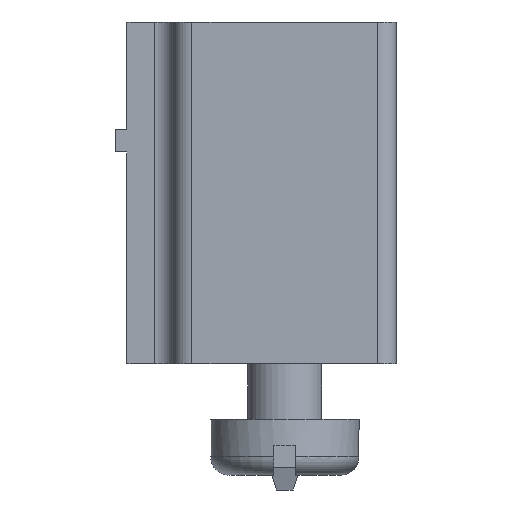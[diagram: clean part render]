
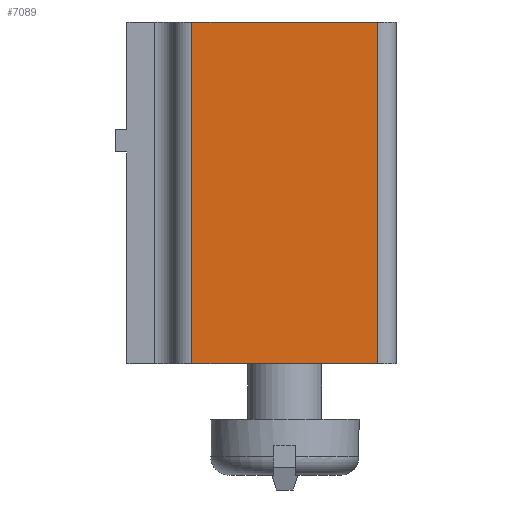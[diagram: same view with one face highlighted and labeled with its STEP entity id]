
A CAD part, left-side view. The second image highlights one B-rep face of the part: STEP entity #7089.
In plain terms, the highlighted planar face has unit normal (-1, 0, 0).
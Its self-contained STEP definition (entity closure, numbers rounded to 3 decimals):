
#44 = PLANE('',#45);
#45 = AXIS2_PLACEMENT_3D('',#46,#47,#48);
#46 = CARTESIAN_POINT('',(-6.9,-3.,0.));
#47 = DIRECTION('',(0.,0.,-1.));
#48 = DIRECTION('',(-1.,0.,0.));
#72 = CYLINDRICAL_SURFACE('',#73,0.5);
#73 = AXIS2_PLACEMENT_3D('',#74,#75,#76);
#74 = CARTESIAN_POINT('',(-6.4,-2.5,0.));
#75 = DIRECTION('',(0.,0.,1.));
#76 = DIRECTION('',(0.,-1.,0.));
#100 = PLANE('',#101);
#101 = AXIS2_PLACEMENT_3D('',#102,#103,#104);
#102 = CARTESIAN_POINT('',(-6.9,-3.,9.2));
#103 = DIRECTION('',(0.,0.,-1.));
#104 = DIRECTION('',(-1.,0.,0.));
#143 = VERTEX_POINT('',#144);
#144 = CARTESIAN_POINT('',(-6.9,-2.5,0.));
#166 = EDGE_CURVE('',#167,#143,#169,.T.);
#167 = VERTEX_POINT('',#168);
#168 = CARTESIAN_POINT('',(-6.9,2.5,0.));
#169 = SURFACE_CURVE('',#170,(#174,#181),.PCURVE_S1.);
#170 = LINE('',#171,#172);
#171 = CARTESIAN_POINT('',(-6.9,3.,0.));
#172 = VECTOR('',#173,1.);
#173 = DIRECTION('',(0.,-1.,0.));
#174 = PCURVE('',#44,#175);
#175 = DEFINITIONAL_REPRESENTATION('',(#176),#180);
#176 = LINE('',#177,#178);
#177 = CARTESIAN_POINT('',(0.,6.));
#178 = VECTOR('',#179,1.);
#179 = DIRECTION('',(0.,-1.));
#180 = ( GEOMETRIC_REPRESENTATION_CONTEXT(2)
PARAMETRIC_REPRESENTATION_CONTEXT() REPRESENTATION_CONTEXT('2D SPACE',''
) );
#181 = PCURVE('',#182,#187);
#182 = PLANE('',#183);
#183 = AXIS2_PLACEMENT_3D('',#184,#185,#186);
#184 = CARTESIAN_POINT('',(-6.9,3.,0.));
#185 = DIRECTION('',(1.,0.,0.));
#186 = DIRECTION('',(0.,-1.,0.));
#187 = DEFINITIONAL_REPRESENTATION('',(#188),#192);
#188 = LINE('',#189,#190);
#189 = CARTESIAN_POINT('',(0.,0.));
#190 = VECTOR('',#191,1.);
#191 = DIRECTION('',(1.,0.));
#192 = ( GEOMETRIC_REPRESENTATION_CONTEXT(2)
PARAMETRIC_REPRESENTATION_CONTEXT() REPRESENTATION_CONTEXT('2D SPACE',''
) );
#215 = CYLINDRICAL_SURFACE('',#216,0.5);
#216 = AXIS2_PLACEMENT_3D('',#217,#218,#219);
#217 = CARTESIAN_POINT('',(-6.4,2.5,0.));
#218 = DIRECTION('',(0.,0.,1.));
#219 = DIRECTION('',(0.,1.,0.));
#1850 = EDGE_CURVE('',#143,#1851,#1853,.T.);
#1851 = VERTEX_POINT('',#1852);
#1852 = CARTESIAN_POINT('',(-6.9,-2.5,9.2));
#1853 = SURFACE_CURVE('',#1854,(#1858,#1865),.PCURVE_S1.);
#1854 = LINE('',#1855,#1856);
#1855 = CARTESIAN_POINT('',(-6.9,-2.5,0.));
#1856 = VECTOR('',#1857,1.);
#1857 = DIRECTION('',(0.,0.,1.));
#1858 = PCURVE('',#72,#1859);
#1859 = DEFINITIONAL_REPRESENTATION('',(#1860),#1864);
#1860 = LINE('',#1861,#1862);
#1861 = CARTESIAN_POINT('',(-1.571,0.));
#1862 = VECTOR('',#1863,1.);
#1863 = DIRECTION('',(0.,1.));
#1864 = ( GEOMETRIC_REPRESENTATION_CONTEXT(2)
PARAMETRIC_REPRESENTATION_CONTEXT() REPRESENTATION_CONTEXT('2D SPACE',''
) );
#1865 = PCURVE('',#182,#1866);
#1866 = DEFINITIONAL_REPRESENTATION('',(#1867),#1871);
#1867 = LINE('',#1868,#1869);
#1868 = CARTESIAN_POINT('',(5.5,0.));
#1869 = VECTOR('',#1870,1.);
#1870 = DIRECTION('',(0.,-1.));
#1871 = ( GEOMETRIC_REPRESENTATION_CONTEXT(2)
PARAMETRIC_REPRESENTATION_CONTEXT() REPRESENTATION_CONTEXT('2D SPACE',''
) );
#1955 = EDGE_CURVE('',#1956,#1851,#1958,.T.);
#1956 = VERTEX_POINT('',#1957);
#1957 = CARTESIAN_POINT('',(-6.9,2.5,9.2));
#1958 = SURFACE_CURVE('',#1959,(#1963,#1970),.PCURVE_S1.);
#1959 = LINE('',#1960,#1961);
#1960 = CARTESIAN_POINT('',(-6.9,3.,9.2));
#1961 = VECTOR('',#1962,1.);
#1962 = DIRECTION('',(0.,-1.,0.));
#1963 = PCURVE('',#100,#1964);
#1964 = DEFINITIONAL_REPRESENTATION('',(#1965),#1969);
#1965 = LINE('',#1966,#1967);
#1966 = CARTESIAN_POINT('',(0.,6.));
#1967 = VECTOR('',#1968,1.);
#1968 = DIRECTION('',(0.,-1.));
#1969 = ( GEOMETRIC_REPRESENTATION_CONTEXT(2)
PARAMETRIC_REPRESENTATION_CONTEXT() REPRESENTATION_CONTEXT('2D SPACE',''
) );
#1970 = PCURVE('',#182,#1971);
#1971 = DEFINITIONAL_REPRESENTATION('',(#1972),#1976);
#1972 = LINE('',#1973,#1974);
#1973 = CARTESIAN_POINT('',(0.,-9.2));
#1974 = VECTOR('',#1975,1.);
#1975 = DIRECTION('',(1.,0.));
#1976 = ( GEOMETRIC_REPRESENTATION_CONTEXT(2)
PARAMETRIC_REPRESENTATION_CONTEXT() REPRESENTATION_CONTEXT('2D SPACE',''
) );
#7089 = ADVANCED_FACE('',(#7090),#182,.F.);
#7090 = FACE_BOUND('',#7091,.F.);
#7091 = EDGE_LOOP('',(#7092,#7093,#7114,#7115));
#7092 = ORIENTED_EDGE('',*,*,#166,.F.);
#7093 = ORIENTED_EDGE('',*,*,#7094,.T.);
#7094 = EDGE_CURVE('',#167,#1956,#7095,.T.);
#7095 = SURFACE_CURVE('',#7096,(#7100,#7107),.PCURVE_S1.);
#7096 = LINE('',#7097,#7098);
#7097 = CARTESIAN_POINT('',(-6.9,2.5,0.));
#7098 = VECTOR('',#7099,1.);
#7099 = DIRECTION('',(0.,0.,1.));
#7100 = PCURVE('',#182,#7101);
#7101 = DEFINITIONAL_REPRESENTATION('',(#7102),#7106);
#7102 = LINE('',#7103,#7104);
#7103 = CARTESIAN_POINT('',(0.5,0.));
#7104 = VECTOR('',#7105,1.);
#7105 = DIRECTION('',(0.,-1.));
#7106 = ( GEOMETRIC_REPRESENTATION_CONTEXT(2)
PARAMETRIC_REPRESENTATION_CONTEXT() REPRESENTATION_CONTEXT('2D SPACE',''
) );
#7107 = PCURVE('',#215,#7108);
#7108 = DEFINITIONAL_REPRESENTATION('',(#7109),#7113);
#7109 = LINE('',#7110,#7111);
#7110 = CARTESIAN_POINT('',(1.571,0.));
#7111 = VECTOR('',#7112,1.);
#7112 = DIRECTION('',(0.,1.));
#7113 = ( GEOMETRIC_REPRESENTATION_CONTEXT(2)
PARAMETRIC_REPRESENTATION_CONTEXT() REPRESENTATION_CONTEXT('2D SPACE',''
) );
#7114 = ORIENTED_EDGE('',*,*,#1955,.T.);
#7115 = ORIENTED_EDGE('',*,*,#1850,.F.);
